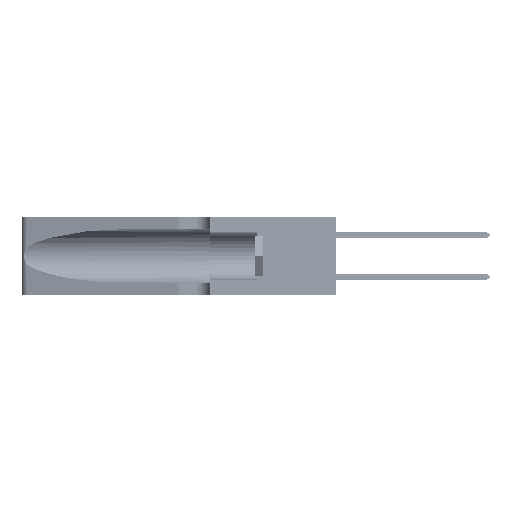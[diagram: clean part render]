
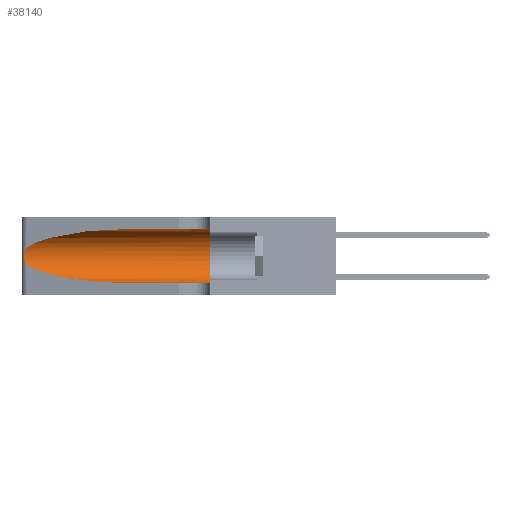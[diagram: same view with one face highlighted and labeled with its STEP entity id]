
A CAD part, left-side view. The second image highlights one B-rep face of the part: STEP entity #38140.
In plain terms, the highlighted cylindrical face has radius 3.308 mm (diameter 6.617 mm), a partial arc.
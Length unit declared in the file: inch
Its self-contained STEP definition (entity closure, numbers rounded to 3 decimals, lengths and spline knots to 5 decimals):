
#2483 = ORIENTED_EDGE ( 'NONE', *, *, #27499, .T. ) ;
#2910 = CARTESIAN_POINT ( 'NONE',  ( 0.25789, 1.23486, 0.15765 ) ) ;
#4060 = AXIS2_PLACEMENT_3D ( 'NONE', #13608, #42259, #17756 ) ;
#6254 = EDGE_CURVE ( 'NONE', #21020, #11967, #37822, .T. ) ;
#6611 = VERTEX_POINT ( 'NONE', #11385 ) ;
#6776 =( BOUNDED_CURVE ( )  B_SPLINE_CURVE ( 3, ( #48936, #53010, #36791, #12216 ),
 .UNSPECIFIED., .F., .T. ) 
 B_SPLINE_CURVE_WITH_KNOTS ( ( 4, 4 ),
 ( 1.5708, 2.84003 ),
 .UNSPECIFIED. ) 
 CURVE ( )  GEOMETRIC_REPRESENTATION_ITEM ( )  RATIONAL_B_SPLINE_CURVE ( ( 1., 0.87, 0.87, 1. ) ) 
 REPRESENTATION_ITEM ( '' )  );
#6891 = CARTESIAN_POINT ( 'NONE',  ( 0.1305, 1.61858, 0.185 ) ) ;
#7088 = CARTESIAN_POINT ( 'NONE',  ( 0.25555, 1.22993, 0.14849 ) ) ;
#8073 = EDGE_CURVE ( 'NONE', #20554, #21020, #26279, .T. ) ;
#9147 = AXIS2_PLACEMENT_3D ( 'NONE', #6891, #15225, #43861 ) ;
#9353 = EDGE_CURVE ( 'NONE', #20554, #6611, #6776, .T. ) ;
#9394 = CARTESIAN_POINT ( 'NONE',  ( 0.25487, 1.22718, 0.14631 ) ) ;
#11236 = CARTESIAN_POINT ( 'NONE',  ( 0.1305, 0.72297, 0.05475 ) ) ;
#11385 = CARTESIAN_POINT ( 'NONE',  ( 0.25487, 1.22718, 0.22369 ) ) ;
#11967 = VERTEX_POINT ( 'NONE', #23245 ) ;
#12216 = CARTESIAN_POINT ( 'NONE',  ( 0.25487, 1.22718, 0.22369 ) ) ;
#12335 = CARTESIAN_POINT ( 'NONE',  ( 0.1305, 0.72297, 0.31525 ) ) ;
#13608 = CARTESIAN_POINT ( 'NONE',  ( 0.1305, 0.35, 0.185 ) ) ;
#14110 = EDGE_CURVE ( 'NONE', #24613, #43581, #24303, .T. ) ;
#15225 = DIRECTION ( 'NONE',  ( 0., -1., 0. ) ) ;
#15247 = CARTESIAN_POINT ( 'NONE',  ( 0.25787, 1.23484, 0.2124 ) ) ;
#16700 = VECTOR ( 'NONE', #37104, 39.37008 ) ;
#16710 = CARTESIAN_POINT ( 'NONE',  ( 0.1305, 1.61858, 0.05475 ) ) ;
#17756 = DIRECTION ( 'NONE',  ( 0., 0., 1. ) ) ;
#19372 = CARTESIAN_POINT ( 'NONE',  ( 0.26018, 1.23835, 0.19895 ) ) ;
#20554 = VERTEX_POINT ( 'NONE', #12335 ) ;
#21020 = VERTEX_POINT ( 'NONE', #31671 ) ;
#21924 = FACE_OUTER_BOUND ( 'NONE', #35902, .T. ) ;
#23245 = CARTESIAN_POINT ( 'NONE',  ( 0.1305, 0.35, 0.05475 ) ) ;
#23499 = CARTESIAN_POINT ( 'NONE',  ( 0.26075, 1.23896, 0.178 ) ) ;
#24303 =( BOUNDED_CURVE ( )  B_SPLINE_CURVE ( 3, ( #9394, #46159, #34014, #38115 ),
 .UNSPECIFIED., .F., .F. ) 
 B_SPLINE_CURVE_WITH_KNOTS ( ( 4, 4 ),
 ( 3.44316, 4.71239 ),
 .UNSPECIFIED. ) 
 CURVE ( )  GEOMETRIC_REPRESENTATION_ITEM ( )  RATIONAL_B_SPLINE_CURVE ( ( 1., 0.87, 0.87, 1. ) ) 
 REPRESENTATION_ITEM ( '' )  );
#24613 = VERTEX_POINT ( 'NONE', #32821 ) ;
#26279 = LINE ( 'NONE', #45320, #16700 ) ;
#27499 = EDGE_CURVE ( 'NONE', #43581, #11967, #41995, .T. ) ;
#27579 = CARTESIAN_POINT ( 'NONE',  ( 0.25856, 1.23593, 0.16098 ) ) ;
#29818 = VECTOR ( 'NONE', #33005, 39.37008 ) ;
#30027 = CYLINDRICAL_SURFACE ( 'NONE', #9147, 0.13025 ) ;
#30807 = EDGE_CURVE ( 'NONE', #6611, #24613, #39405, .T. ) ;
#31557 = CARTESIAN_POINT ( 'NONE',  ( 0.25555, 1.22994, 0.2215 ) ) ;
#31671 = CARTESIAN_POINT ( 'NONE',  ( 0.1305, 0.35, 0.31525 ) ) ;
#31732 = CARTESIAN_POINT ( 'NONE',  ( 0.25639, 1.23186, 0.15144 ) ) ;
#32821 = CARTESIAN_POINT ( 'NONE',  ( 0.25487, 1.22718, 0.14631 ) ) ;
#33005 = DIRECTION ( 'NONE',  ( 0., -1., 0. ) ) ;
#34014 = CARTESIAN_POINT ( 'NONE',  ( 0.18966, 0.96281, 0.05475 ) ) ;
#35659 = CARTESIAN_POINT ( 'NONE',  ( 0.25487, 1.22718, 0.22369 ) ) ;
#35840 = CARTESIAN_POINT ( 'NONE',  ( 0.25487, 1.22718, 0.14631 ) ) ;
#35902 = EDGE_LOOP ( 'NONE', ( #49847, #44505, #47120, #2483, #44916, #48067 ) ) ;
#36791 = CARTESIAN_POINT ( 'NONE',  ( 0.2373, 1.15595, 0.28018 ) ) ;
#37104 = DIRECTION ( 'NONE',  ( 0., -1., 0. ) ) ;
#37822 = CIRCLE ( 'NONE', #4060, 0.13025 ) ;
#38115 = CARTESIAN_POINT ( 'NONE',  ( 0.1305, 0.72297, 0.05475 ) ) ;
#38140 = ADVANCED_FACE ( 'NONE', ( #21924 ), #30027, .F. ) ;
#39405 = B_SPLINE_CURVE_WITH_KNOTS ( 'NONE', 3,
 ( #35659, #31557, #39787, #15247, #43884, #19372, #47982, #23499, #52070, #27579, #2910, #31732, #7088, #35840 ),
 .UNSPECIFIED., .F., .F.,
 ( 4, 2, 2, 2, 2, 2, 4 ),
 ( 0., 0.00027, 0.00053, 0.00107, 0.0016, 0.00187, 0.00214 ),
 .UNSPECIFIED. ) ;
#39787 = CARTESIAN_POINT ( 'NONE',  ( 0.25639, 1.23184, 0.21858 ) ) ;
#41995 = LINE ( 'NONE', #16710, #29818 ) ;
#42259 = DIRECTION ( 'NONE',  ( 0., 1., 0. ) ) ;
#43581 = VERTEX_POINT ( 'NONE', #11236 ) ;
#43861 = DIRECTION ( 'NONE',  ( 0., 0., -1. ) ) ;
#43884 = CARTESIAN_POINT ( 'NONE',  ( 0.25854, 1.2359, 0.20912 ) ) ;
#44505 = ORIENTED_EDGE ( 'NONE', *, *, #30807, .T. ) ;
#44916 = ORIENTED_EDGE ( 'NONE', *, *, #6254, .F. ) ;
#45320 = CARTESIAN_POINT ( 'NONE',  ( 0.1305, 1.61858, 0.31525 ) ) ;
#46159 = CARTESIAN_POINT ( 'NONE',  ( 0.2373, 1.15595, 0.08982 ) ) ;
#47120 = ORIENTED_EDGE ( 'NONE', *, *, #14110, .T. ) ;
#47982 = CARTESIAN_POINT ( 'NONE',  ( 0.26075, 1.23896, 0.19203 ) ) ;
#48067 = ORIENTED_EDGE ( 'NONE', *, *, #8073, .F. ) ;
#48936 = CARTESIAN_POINT ( 'NONE',  ( 0.1305, 0.72297, 0.31525 ) ) ;
#49847 = ORIENTED_EDGE ( 'NONE', *, *, #9353, .T. ) ;
#52070 = CARTESIAN_POINT ( 'NONE',  ( 0.26017, 1.23833, 0.17102 ) ) ;
#53010 = CARTESIAN_POINT ( 'NONE',  ( 0.18966, 0.96281, 0.31525 ) ) ;
